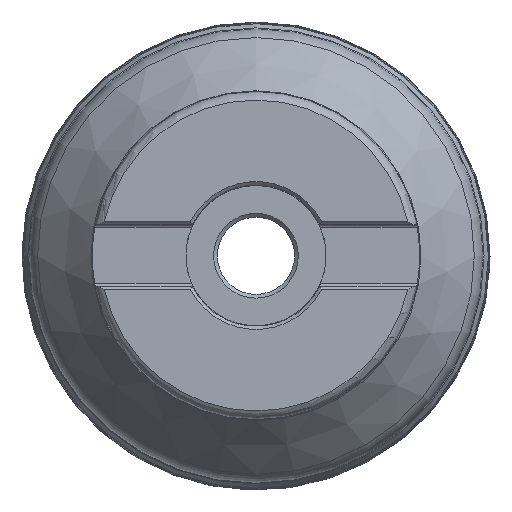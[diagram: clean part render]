
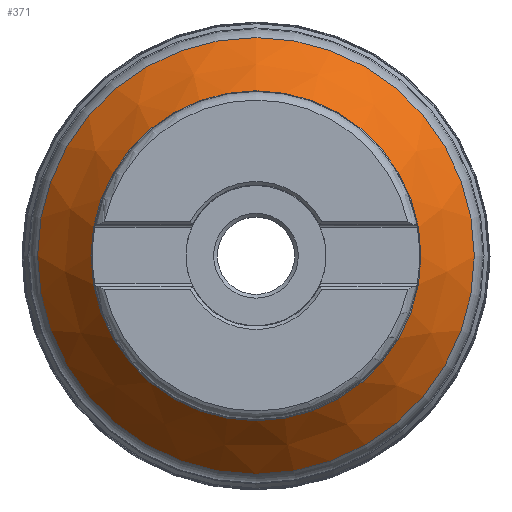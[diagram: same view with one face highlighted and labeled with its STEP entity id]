
A CAD part, top view. The second image highlights one B-rep face of the part: STEP entity #371.
In plain terms, the highlighted conical face has half-angle 40 degrees and reference radius 21.225 mm.
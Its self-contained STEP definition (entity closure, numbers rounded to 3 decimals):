
#172=FACE_BOUND('',#486,.T.);
#173=FACE_BOUND('',#487,.T.);
#278=CONICAL_SURFACE('',#1224,21.225,40.);
#371=ADVANCED_FACE('',(#172,#173),#278,.T.);
#486=EDGE_LOOP('',(#726));
#487=EDGE_LOOP('',(#727));
#617=CIRCLE('',#1222,22.395);
#618=CIRCLE('',#1223,29.634);
#726=ORIENTED_EDGE('',*,*,#1051,.T.);
#727=ORIENTED_EDGE('',*,*,#1052,.T.);
#944=VERTEX_POINT('',#2073);
#945=VERTEX_POINT('',#2075);
#1051=EDGE_CURVE('',#944,#944,#617,.T.);
#1052=EDGE_CURVE('',#945,#945,#618,.T.);
#1222=AXIS2_PLACEMENT_3D('',#2072,#1386,#1387);
#1223=AXIS2_PLACEMENT_3D('',#2074,#1388,#1389);
#1224=AXIS2_PLACEMENT_3D('',#2076,#1390,#1391);
#1386=DIRECTION('',(0.,0.,-1.));
#1387=DIRECTION('',(0.,1.,0.));
#1388=DIRECTION('',(0.,0.,1.));
#1389=DIRECTION('',(0.,-1.,0.));
#1390=DIRECTION('',(0.,0.,-1.));
#1391=DIRECTION('',(0.,1.,0.));
#2072=CARTESIAN_POINT('',(0.,0.,22.756));
#2073=CARTESIAN_POINT('',(0.,22.395,22.756));
#2074=CARTESIAN_POINT('',(0.,0.,14.129));
#2075=CARTESIAN_POINT('',(0.,-29.634,14.129));
#2076=CARTESIAN_POINT('',(0.,0.,24.15));
